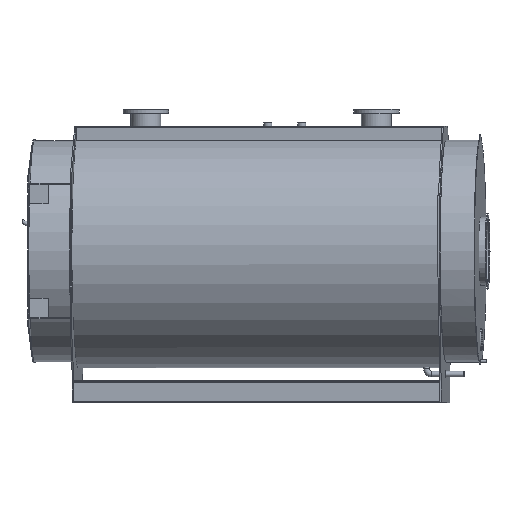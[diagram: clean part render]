
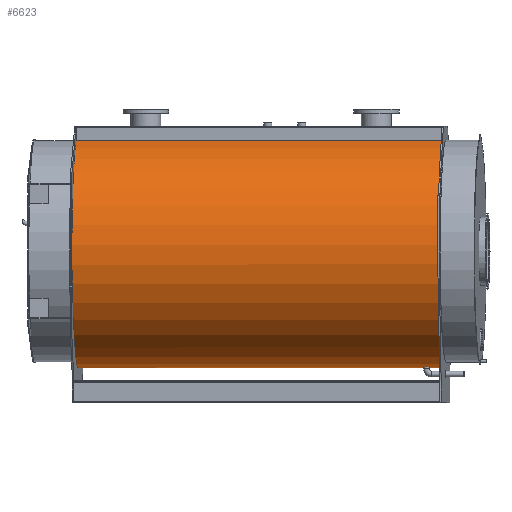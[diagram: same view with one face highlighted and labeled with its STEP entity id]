
A CAD part, top view. The second image highlights one B-rep face of the part: STEP entity #6623.
In plain terms, the highlighted cylindrical face has radius 860 mm (diameter 1720 mm), a partial arc.
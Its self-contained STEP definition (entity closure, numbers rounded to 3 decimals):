
#151=CYLINDRICAL_SURFACE('',#7113,860.);
#307=CIRCLE('',#7042,860.);
#341=CIRCLE('',#7114,860.);
#644=FACE_OUTER_BOUND('',#979,.T.);
#979=EDGE_LOOP('',(#4584,#4585,#4586,#4587));
#1424=LINE('',#9996,#2071);
#1426=LINE('',#10000,#2073);
#2071=VECTOR('',#8001,10.);
#2073=VECTOR('',#8005,10.);
#2644=VERTEX_POINT('',#9746);
#2645=VERTEX_POINT('',#9748);
#2728=VERTEX_POINT('',#9995);
#2729=VERTEX_POINT('',#9999);
#3340=EDGE_CURVE('',#2645,#2644,#307,.T.);
#3467=EDGE_CURVE('',#2728,#2645,#1424,.T.);
#3469=EDGE_CURVE('',#2644,#2729,#1426,.T.);
#3470=EDGE_CURVE('',#2729,#2728,#341,.T.);
#4584=ORIENTED_EDGE('',*,*,#3340,.T.);
#4585=ORIENTED_EDGE('',*,*,#3469,.T.);
#4586=ORIENTED_EDGE('',*,*,#3470,.T.);
#4587=ORIENTED_EDGE('',*,*,#3467,.T.);
#6623=ADVANCED_FACE('',(#644),#151,.T.);
#7042=AXIS2_PLACEMENT_3D('',#9749,#7766,#7767);
#7113=AXIS2_PLACEMENT_3D('',#9998,#8003,#8004);
#7114=AXIS2_PLACEMENT_3D('',#10001,#8006,#8007);
#7766=DIRECTION('center_axis',(-1.,0.,0.));
#7767=DIRECTION('ref_axis',(0.,1.,0.));
#8001=DIRECTION('',(1.,0.,0.));
#8003=DIRECTION('center_axis',(1.,0.,0.));
#8004=DIRECTION('ref_axis',(0.,-1.,0.));
#8005=DIRECTION('',(-1.,0.,0.));
#8006=DIRECTION('center_axis',(1.,0.,0.));
#8007=DIRECTION('ref_axis',(0.,1.,0.));
#9746=CARTESIAN_POINT('',(2710.,817.,268.535));
#9748=CARTESIAN_POINT('',(2710.,817.,-268.535));
#9749=CARTESIAN_POINT('Origin',(2710.,0.,0.));
#9995=CARTESIAN_POINT('',(10.,817.,-268.535));
#9996=CARTESIAN_POINT('',(0.,817.,-268.535));
#9998=CARTESIAN_POINT('Origin',(0.,0.,0.));
#9999=CARTESIAN_POINT('',(10.,817.,268.535));
#10000=CARTESIAN_POINT('',(0.,817.,268.535));
#10001=CARTESIAN_POINT('Origin',(10.,0.,0.));
